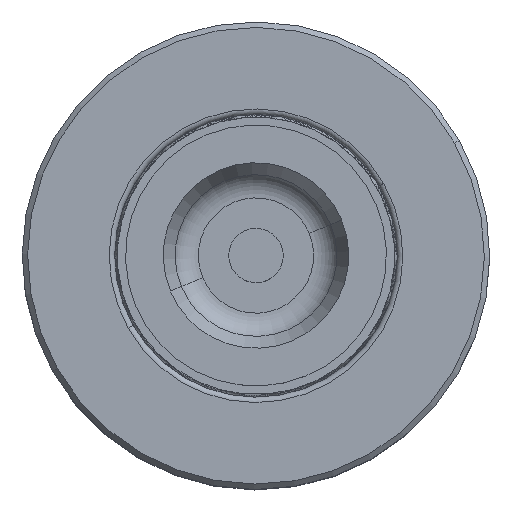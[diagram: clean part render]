
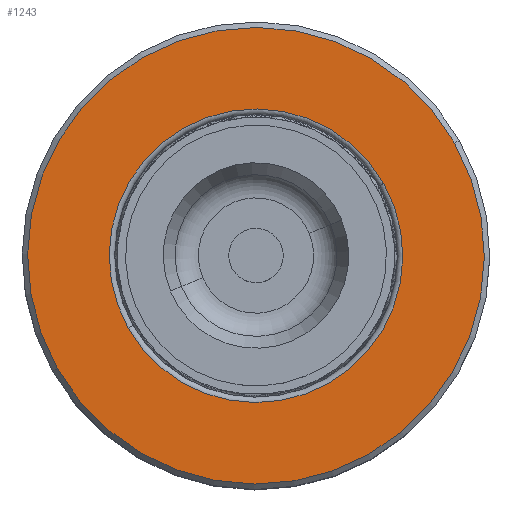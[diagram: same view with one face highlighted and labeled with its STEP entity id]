
A CAD part, top view. The second image highlights one B-rep face of the part: STEP entity #1243.
In plain terms, the highlighted face is planar.
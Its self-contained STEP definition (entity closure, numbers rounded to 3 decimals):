
#1115 = CARTESIAN_POINT ( 'NONE',  ( 0., 15.687, -21. ) ) ;
#1243 = ADVANCED_FACE ( 'NONE', ( #33723, #20557 ), #32746, .T. ) ;
#2498 = DIRECTION ( 'NONE',  ( 0., 0., -1. ) ) ;
#3157 = CARTESIAN_POINT ( 'NONE',  ( 0., 15.687, -13.5 ) ) ;
#3218 = EDGE_LOOP ( 'NONE', ( #11500, #30315 ) ) ;
#4423 = EDGE_CURVE ( 'NONE', #31904, #4745, #8893, .T. ) ;
#4745 = VERTEX_POINT ( 'NONE', #3157 ) ;
#4926 = CARTESIAN_POINT ( 'NONE',  ( 0., 15.687, 13.5 ) ) ;
#5109 = AXIS2_PLACEMENT_3D ( 'NONE', #18378, #37095, #21080 ) ;
#6803 = CARTESIAN_POINT ( 'NONE',  ( 0., 15.687, 0. ) ) ;
#8893 = CIRCLE ( 'NONE', #38050, 13.5 ) ;
#10449 = DIRECTION ( 'NONE',  ( 0., 0., -1. ) ) ;
#11473 = VERTEX_POINT ( 'NONE', #29898 ) ;
#11500 = ORIENTED_EDGE ( 'NONE', *, *, #23718, .F. ) ;
#11833 = ORIENTED_EDGE ( 'NONE', *, *, #4423, .T. ) ;
#13965 = DIRECTION ( 'NONE',  ( 0., -1., 0. ) ) ;
#14037 = EDGE_CURVE ( 'NONE', #4745, #31904, #38176, .T. ) ;
#14411 = ORIENTED_EDGE ( 'NONE', *, *, #14037, .T. ) ;
#18109 = CIRCLE ( 'NONE', #20439, 21. ) ;
#18378 = CARTESIAN_POINT ( 'NONE',  ( 21., 15.687, 0. ) ) ;
#19501 = DIRECTION ( 'NONE',  ( 0., -1., 0. ) ) ;
#20439 = AXIS2_PLACEMENT_3D ( 'NONE', #6803, #19501, #10449 ) ;
#20557 = FACE_OUTER_BOUND ( 'NONE', #3218, .T. ) ;
#21080 = DIRECTION ( 'NONE',  ( 0., 0., 1. ) ) ;
#21874 = AXIS2_PLACEMENT_3D ( 'NONE', #35786, #13965, #35921 ) ;
#23718 = EDGE_CURVE ( 'NONE', #28922, #11473, #18109, .T. ) ;
#24120 = DIRECTION ( 'NONE',  ( 0., -1., 0. ) ) ;
#26713 = CARTESIAN_POINT ( 'NONE',  ( 0., 15.687, 0. ) ) ;
#27419 = CIRCLE ( 'NONE', #36153, 21. ) ;
#28922 = VERTEX_POINT ( 'NONE', #1115 ) ;
#29898 = CARTESIAN_POINT ( 'NONE',  ( 0., 15.687, 21. ) ) ;
#29969 = DIRECTION ( 'NONE',  ( 0., -1., 0. ) ) ;
#30315 = ORIENTED_EDGE ( 'NONE', *, *, #39847, .F. ) ;
#31904 = VERTEX_POINT ( 'NONE', #4926 ) ;
#32450 = DIRECTION ( 'NONE',  ( 0., 0., -1. ) ) ;
#32746 = PLANE ( 'NONE',  #5109 ) ;
#33723 = FACE_BOUND ( 'NONE', #34677, .T. ) ;
#34677 = EDGE_LOOP ( 'NONE', ( #14411, #11833 ) ) ;
#35786 = CARTESIAN_POINT ( 'NONE',  ( 0., 15.687, 0. ) ) ;
#35921 = DIRECTION ( 'NONE',  ( 0., 0., -1. ) ) ;
#36153 = AXIS2_PLACEMENT_3D ( 'NONE', #38918, #29969, #32450 ) ;
#37095 = DIRECTION ( 'NONE',  ( 0., 1., 0. ) ) ;
#38050 = AXIS2_PLACEMENT_3D ( 'NONE', #26713, #24120, #2498 ) ;
#38176 = CIRCLE ( 'NONE', #21874, 13.5 ) ;
#38918 = CARTESIAN_POINT ( 'NONE',  ( 0., 15.687, 0. ) ) ;
#39847 = EDGE_CURVE ( 'NONE', #11473, #28922, #27419, .T. ) ;
